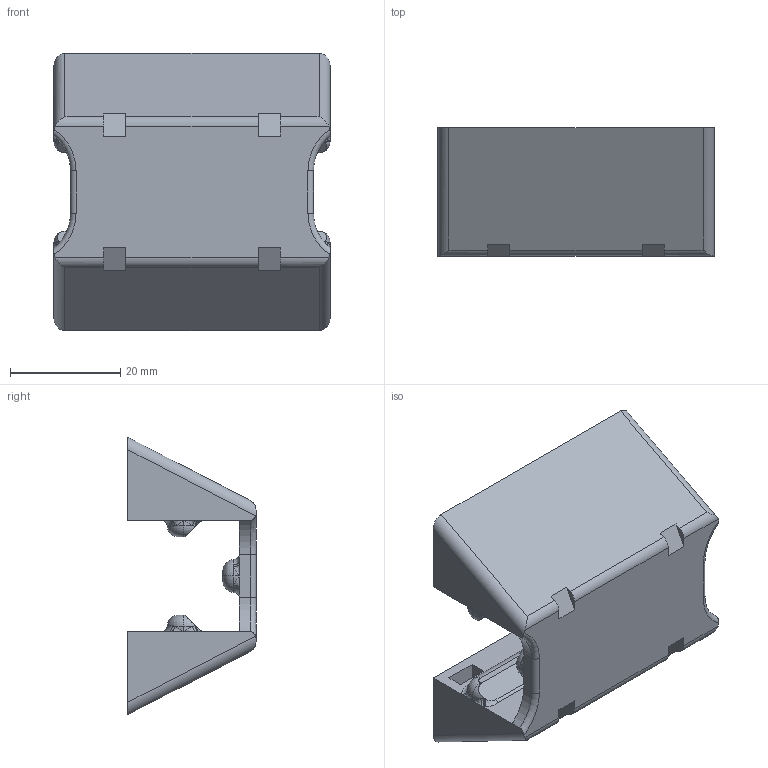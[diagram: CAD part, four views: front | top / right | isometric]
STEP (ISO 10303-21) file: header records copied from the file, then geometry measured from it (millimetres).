
FILE_DESCRIPTION (( 'STEP AP203' ), '1' );
FILE_NAME ('bushing_body.step', '2016-03-08T04:34:51', ( '' ), ( '' ), 'SwSTEP 2.0', 'SolidWorks 2015', '' );
FILE_SCHEMA (( 'CONFIG_CONTROL_DESIGN' ));
Length unit declared in the file: millimetre
Products named in the file (1): bushing_body
Bounding box: 50 x 23.2 x 50.2 mm (x, y, z)
Volume: 23310.3 mm3; surface area: 11278.4 mm2
Topology: 1 solids, 1 shells, 186 faces, 460 edges, 278 vertices
Faces by surface type: plane 68, cylinder 58, bspline 32, torus 28
Entity records: 6125 total; most frequent: CARTESIAN_POINT 1847, ORIENTED_EDGE 896, DIRECTION 864, EDGE_CURVE 448, AXIS2_PLACEMENT_3D 325, VERTEX_POINT 278, VECTOR 214, LINE 214
